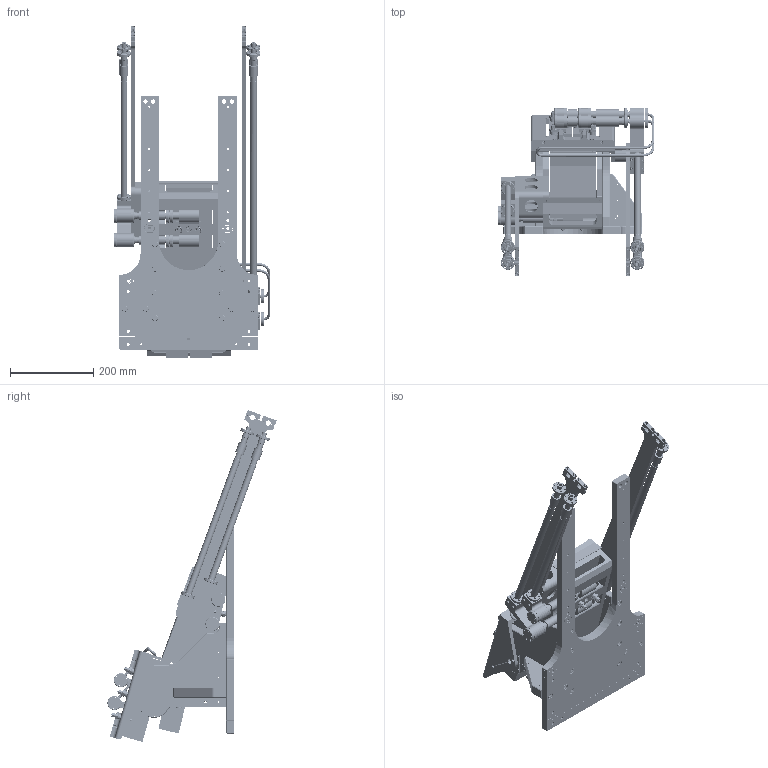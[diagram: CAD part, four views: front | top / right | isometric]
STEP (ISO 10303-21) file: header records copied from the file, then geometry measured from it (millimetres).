
FILE_DESCRIPTION(('OneSpaceDesigner STEP Export'),'2;1');
FILE_NAME('MEV_mono_JohnsenUltravac04-20-04.pkg.stp','2004-04-20T11:09:39',(''),(''),'OneSpace Designer STEP processor (Jan. 2003) for AP214(CD)(Solid Model)','OneSpace Designer 12.00 10-Sep-2003 (C) CoCreate Software GmbH','');
FILE_SCHEMA(('AUTOMOTIVE_DESIGN_CC2 {1 2 10303 214 -1 1 5 1}'));
Length unit declared in the file: millimetre
Products named in the file (258): FLANGED_TEFLON_TUBE; MINI_CFF_GASKET; GRAT_FT_BELLOWS_NON_ROT_MINI_FLANGE; GRATING_COOLANT_FEEDTHRU_BELLOWS; MINI_OUTER_FLANGE_RING; CUSTOM_CORE_MINI_CFF; CUSTOM_MINI_CFF_ASSY; GRATING_FEEDTHRU_BELLOWS_WELDMENT; MIRR_MASK_COOLANT_FEEDTHRU_S_ASSY_W_BELLOWS.1.1; tube-teflon7-16x.065; VAC_FLANGE_ROTATABLE_OUTER_RING_MINI_CFF2; FLANGE_TO_BELLOWS_ADAPTOR_304SST; VAC_TUBE_BELLOWS_STANDARD_84-52-4-EE; VAC_FLANGE_NON_ROT_MINI_CFF; AIR_GUARD_SUPPLY_TUBE_MACHINING; VAC_FLANGE_ROTATABLE_CORE_MINI_CFF2; MIRROR_COOLANT_FEEDTHRU_S_TUBE_WELDMENT; MIRR_MASK_COOLANT_FEEDTHRU_S_ASSY_W_BELLOWS.2.1; Socket-Hd-.312-24-x-1.0-Lg-1; Mirror-Cradle-2.5Deg-SS; Mirror-mask; Mirror-Cradle-Assy; grating_sinebar-spacer; grating_sinebar.1; Mirror-Sinebar-Clamp1; Mirror-Sinebar-Clamp2; Socket-Hd-10-32-x-.62-Lg-4; Mirror-Sine-Bar-Assy; Mirrror-Mask-Fasteners; Conflat-Outer-R; Conflat-Inner-R; Conflat-Outer-S; Conflat-Inner-S; Mirror-Mask-Cooling-Assy; Mirror-Mask-Brazement; Mirror-Mask-Assy; Mirror-Cradle-Subassy; grating-manifold.1.1.1-plug1; grating-manifold.1.1.1.1; grating-manifold.1.1.1-cap1.1 ...
Assembly tree (297 placements, depth 10):
  optics_assy-JohnsenUltravac_04-20-04
    Components-PreviousDesign
      MIRROR_CRADLE_ASSY
        MIRROR_MANIFOLD_ASSY
        PREMIRROR_MOUNTING_HDWE_SET_ASSY
          ADJUSTER_SHIM.005THK  x4
          OPTIC_MOUNT_SPRING
          OPTIC_ADJUSTER_THDD_ROD6_32
          OPTIC_ADJUSTER_NUT
          OPTIC_ADJUSTER_BODY
          OPTIC_V_MOUNT_FOOT
        PREMIRROR_MOUNTING_HDWE_SET_ASSY.1
          ADJUSTER_SHIM.005THK  x4
          OPTIC_MOUNT_SPRING
          OPTIC_ADJUSTER_THDD_ROD6_32
          OPTIC_ADJUSTER_NUT
          OPTIC_ADJUSTER_BODY
          OPTIC_V_MOUNT_FOOT
        PREMIRROR_MOUNTING_HDWE_SET_ASSY.2
          ADJUSTER_SHIM.005THK  x4
          OPTIC_MOUNT_SPRING
          OPTIC_ADJUSTER_THDD_ROD6_32
          OPTIC_ADJUSTER_NUT
          OPTIC_ADJUSTER_BODY
          OPTIC_V_MOUNT_FOOT
        Pre-Mirror.1
          Premirror-Manifold-Assy
          Barrel-Screw
          Barrel-Nut
        MIRROR_SINE_BAR_ASSY
      grating_assy-R
        grating-sub-assy
        grating_assy-R
          grating_mounting_assy3.1.1
            grating-mounting-adjuster-threaded-rod-1
            grating-mounting-adjuster-1.1
            grating-mounting-adjuster-1
            grating-mounting-spring
          grating_mounting_assy3
            grating-mounting-adjuster-threaded-rod-1
            grating-mounting-adjuster-1.1
            grating-mounting-adjuster-1
            grating-mounting-spring
          grating_mounting_assy3.1
            grating-mounting-adjuster-threaded-rod-1
            grating-mounting-adjuster-1.1
            grating-mounting-adjuster-1
            grating-mounting-spring
      grating_assy-L
        grating-sub-assy
        grating_assy-R
          grating_mounting_assy3.1.1
            grating-mounting-adjuster-threaded-rod-1
            grating-mounting-adjuster-1.1
            grating-mounting-adjuster-1
            grating-mounting-spring
          grating_mounting_assy3
            grating-mounting-adjuster-threaded-rod-1
            grating-mounting-adjuster-1.1
            grating-mounting-adjuster-1
Bounding box: 375.92 x 407.17 x 798.54 mm (x, y, z)
Volume: 10103577.6 mm3; surface area: 2452082.5 mm2
Topology: 226 solids, 226 shells, 6442 faces, 16298 edges, 10655 vertices
Faces by surface type: cylinder 3466, plane 2202, cone 603, torus 131, bspline 22, sphere 18
Entity records: 259581 total; most frequent: CARTESIAN_POINT 124632, ORIENTED_EDGE 29768, DIRECTION 22075, EDGE_CURVE 14884, VERTEX_POINT 9747, AXIS2_PLACEMENT_3D 7833, EDGE_LOOP 7595, VECTOR 6409
